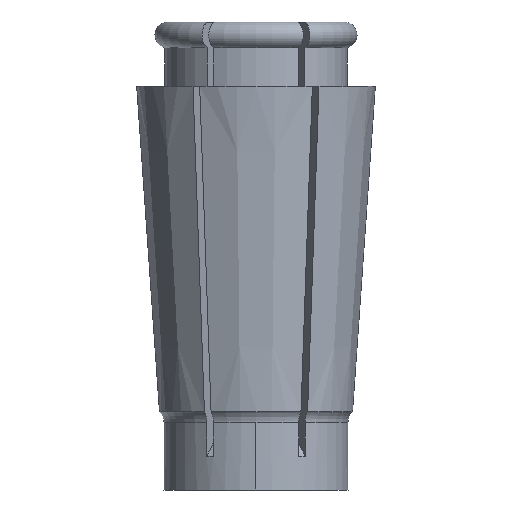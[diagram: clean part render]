
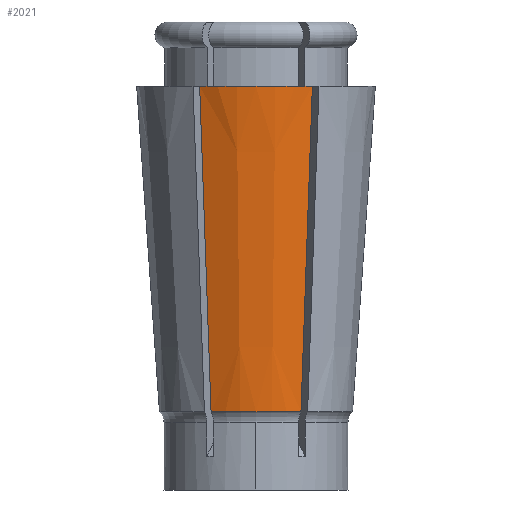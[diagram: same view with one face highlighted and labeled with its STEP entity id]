
A CAD part, left-side view. The second image highlights one B-rep face of the part: STEP entity #2021.
In plain terms, the highlighted conical face has half-angle 4 degrees and reference radius 6.298 mm.
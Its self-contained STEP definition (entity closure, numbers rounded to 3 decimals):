
#132 = CARTESIAN_POINT ( 'NONE',  ( -6.286, 3.341, -13.655 ) ) ;
#134 = CARTESIAN_POINT ( 'NONE',  ( -6.859, -3.672, -4.2 ) ) ;
#239 = CIRCLE ( 'NONE', #2731, 7.78 ) ;
#249 = VERTEX_POINT ( 'NONE', #1789 ) ;
#288 = ORIENTED_EDGE ( 'NONE', *, *, #498, .F. ) ;
#303 = ORIENTED_EDGE ( 'NONE', *, *, #2316, .F. ) ;
#389 = CARTESIAN_POINT ( 'NONE',  ( -6.668, 3.561, -7.352 ) ) ;
#449 = AXIS2_PLACEMENT_3D ( 'NONE', #2861, #2288, #2515 ) ;
#498 = EDGE_CURVE ( 'NONE', #950, #249, #239, .T. ) ;
#533 = VERTEX_POINT ( 'NONE', #2428 ) ;
#600 = EDGE_CURVE ( 'NONE', #1777, #533, #3290, .T. ) ;
#736 = CONICAL_SURFACE ( 'NONE', #2263, 6.298, 0.07 ) ;
#773 = B_SPLINE_CURVE_WITH_KNOTS ( 'NONE', 3,
 ( #2414, #1420, #1670, #132, #1929, #389, #2182 ),
 .UNSPECIFIED., .F., .F.,
 ( 4, 3, 4 ),
 ( 0., 0.012, 0.021 ),
 .UNSPECIFIED. ) ;
#804 = CARTESIAN_POINT ( 'NONE',  ( -5.575, -2.93, -25.4 ) ) ;
#880 = EDGE_CURVE ( 'NONE', #533, #249, #2000, .T. ) ;
#905 = CARTESIAN_POINT ( 'NONE',  ( 0., 0., -4.2 ) ) ;
#950 = VERTEX_POINT ( 'NONE', #1358 ) ;
#994 = DIRECTION ( 'NONE',  ( 0., 0., 1. ) ) ;
#1184 = DIRECTION ( 'NONE',  ( 1., 0., 0. ) ) ;
#1246 = CARTESIAN_POINT ( 'NONE',  ( 0., 0., -25.4 ) ) ;
#1358 = CARTESIAN_POINT ( 'NONE',  ( -6.859, 3.672, -4.2 ) ) ;
#1398 = ORIENTED_EDGE ( 'NONE', *, *, #880, .T. ) ;
#1420 = CARTESIAN_POINT ( 'NONE',  ( -5.812, 3.067, -21.485 ) ) ;
#1489 = EDGE_LOOP ( 'NONE', ( #303, #2859, #1398, #288 ) ) ;
#1670 = CARTESIAN_POINT ( 'NONE',  ( -6.049, 3.204, -17.57 ) ) ;
#1777 = VERTEX_POINT ( 'NONE', #2694 ) ;
#1789 = CARTESIAN_POINT ( 'NONE',  ( -6.859, -3.672, -4.2 ) ) ;
#1831 = CARTESIAN_POINT ( 'NONE',  ( -6.049, -3.204, -17.57 ) ) ;
#1929 = CARTESIAN_POINT ( 'NONE',  ( -6.477, 3.451, -10.503 ) ) ;
#2000 = B_SPLINE_CURVE_WITH_KNOTS ( 'NONE', 3,
 ( #804, #2077, #1831, #2050, #2108, #2086, #134 ),
 .UNSPECIFIED., .F., .F.,
 ( 4, 3, 4 ),
 ( 0., 0.012, 0.021 ),
 .UNSPECIFIED. ) ;
#2015 = DIRECTION ( 'NONE',  ( 1., 0., 0. ) ) ;
#2021 = ADVANCED_FACE ( 'NONE', ( #2973 ), #736, .T. ) ;
#2050 = CARTESIAN_POINT ( 'NONE',  ( -6.286, -3.341, -13.655 ) ) ;
#2077 = CARTESIAN_POINT ( 'NONE',  ( -5.812, -3.067, -21.485 ) ) ;
#2086 = CARTESIAN_POINT ( 'NONE',  ( -6.668, -3.561, -7.352 ) ) ;
#2108 = CARTESIAN_POINT ( 'NONE',  ( -6.477, -3.451, -10.503 ) ) ;
#2182 = CARTESIAN_POINT ( 'NONE',  ( -6.859, 3.672, -4.2 ) ) ;
#2263 = AXIS2_PLACEMENT_3D ( 'NONE', #1246, #994, #2015 ) ;
#2288 = DIRECTION ( 'NONE',  ( 0., 0., 1. ) ) ;
#2316 = EDGE_CURVE ( 'NONE', #1777, #950, #773, .T. ) ;
#2414 = CARTESIAN_POINT ( 'NONE',  ( -5.575, 2.93, -25.4 ) ) ;
#2428 = CARTESIAN_POINT ( 'NONE',  ( -5.575, -2.93, -25.4 ) ) ;
#2515 = DIRECTION ( 'NONE',  ( 1., 0., 0. ) ) ;
#2694 = CARTESIAN_POINT ( 'NONE',  ( -5.575, 2.93, -25.4 ) ) ;
#2695 = DIRECTION ( 'NONE',  ( 0., 0., 1. ) ) ;
#2731 = AXIS2_PLACEMENT_3D ( 'NONE', #905, #2695, #1184 ) ;
#2859 = ORIENTED_EDGE ( 'NONE', *, *, #600, .T. ) ;
#2861 = CARTESIAN_POINT ( 'NONE',  ( 0., 0., -25.4 ) ) ;
#2973 = FACE_OUTER_BOUND ( 'NONE', #1489, .T. ) ;
#3290 = CIRCLE ( 'NONE', #449, 6.298 ) ;
